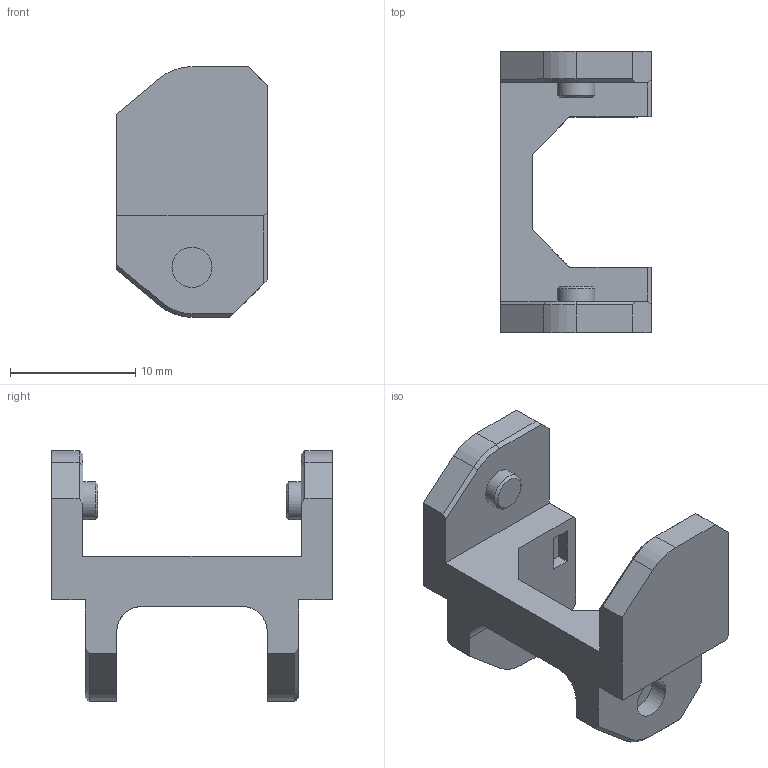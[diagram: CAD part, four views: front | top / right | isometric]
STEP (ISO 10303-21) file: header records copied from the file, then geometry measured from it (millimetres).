
FILE_DESCRIPTION(/* description */ (''),/* implementation_level */ '2;1');
FILE_NAME(/* name */ 'D12-LINK-inv.stp',/* time_stamp */ '2014-09-08T23:29:58+02:00',/* author */ ('rtorres_2'),/* organization */ (''),/* preprocessor_version */ 'ST-DEVELOPER v15.6',/* originating_system */ 'Autodesk Inventor 2015',/* authorisation */ '');
FILE_SCHEMA (('AUTOMOTIVE_DESIGN { 1 0 10303 214 3 1 1 }'));
Length unit declared in the file: millimetre
Products named in the file (1): D12-LINK-inv
Bounding box: 12 x 22.4 x 20 mm (x, y, z)
Volume: 1452.2 mm3; surface area: 1502.8 mm2
Topology: 1 solids, 1 shells, 76 faces, 190 edges, 122 vertices
Faces by surface type: plane 60, cylinder 10, cone 6
Full cylindrical faces by diameter (mm): 3 x2, 3.2 x2
Entity records: 2222 total; most frequent: CARTESIAN_POINT 383, ORIENTED_EDGE 368, DIRECTION 364, EDGE_CURVE 184, LINE 158, VECTOR 158, VERTEX_POINT 122, AXIS2_PLACEMENT_3D 103
